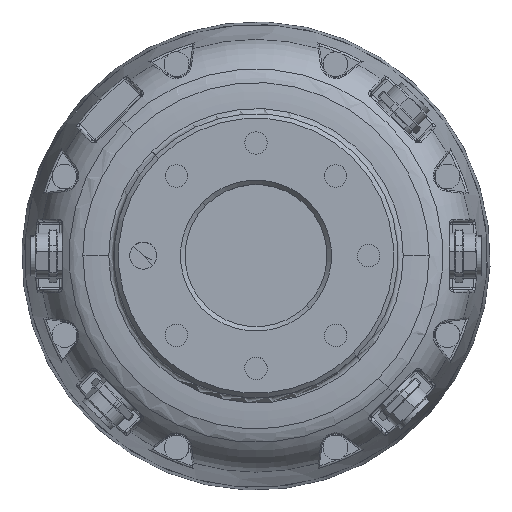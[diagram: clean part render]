
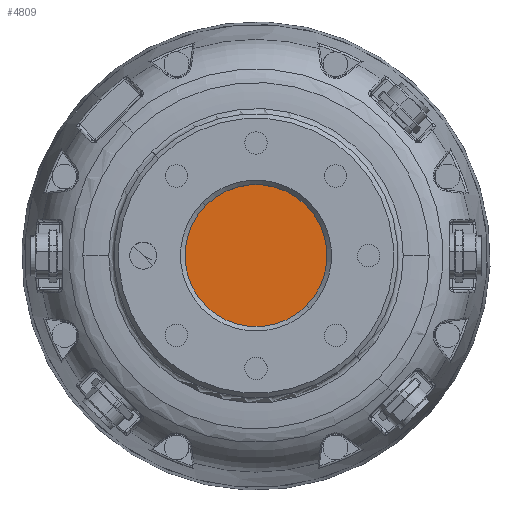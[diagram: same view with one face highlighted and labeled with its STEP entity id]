
A CAD part, top view. The second image highlights one B-rep face of the part: STEP entity #4809.
In plain terms, the highlighted planar face has unit normal (0, 0, 1).
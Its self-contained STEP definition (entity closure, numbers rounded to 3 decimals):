
#977 = CARTESIAN_POINT ( 'NONE',  ( -11.137, 11.137, 1260. ) ) ;
#1386 = CARTESIAN_POINT ( 'NONE',  ( 11.137, -11.137, 1260. ) ) ;
#2289 = AXIS2_PLACEMENT_3D ( 'NONE', #26215, #15727, #18562 ) ;
#3669 = PLANE ( 'NONE',  #13077 ) ;
#4713 = ORIENTED_EDGE ( 'NONE', *, *, #25623, .F. ) ;
#4782 = EDGE_LOOP ( 'NONE', ( #32053, #4713 ) ) ;
#4809 = ADVANCED_FACE ( 'NONE', ( #14323 ), #3669, .F. ) ;
#9147 = DIRECTION ( 'NONE',  ( 0.707, -0.707, 0. ) ) ;
#12535 = CIRCLE ( 'NONE', #2289, 15.75 ) ;
#13077 = AXIS2_PLACEMENT_3D ( 'NONE', #25793, #16149, #18333 ) ;
#14323 = FACE_OUTER_BOUND ( 'NONE', #4782, .T. ) ;
#15727 = DIRECTION ( 'NONE',  ( 0., 0., -1. ) ) ;
#16149 = DIRECTION ( 'NONE',  ( 0., 0., -1. ) ) ;
#18333 = DIRECTION ( 'NONE',  ( -0.707, 0.707, 0. ) ) ;
#18562 = DIRECTION ( 'NONE',  ( 0.707, -0.707, 0. ) ) ;
#20827 = EDGE_CURVE ( 'NONE', #25104, #28048, #24201, .T. ) ;
#21482 = CARTESIAN_POINT ( 'NONE',  ( 0., 0., 1260. ) ) ;
#21594 = DIRECTION ( 'NONE',  ( 0., 0., -1. ) ) ;
#23964 = AXIS2_PLACEMENT_3D ( 'NONE', #21482, #21594, #9147 ) ;
#24201 = CIRCLE ( 'NONE', #23964, 15.75 ) ;
#25104 = VERTEX_POINT ( 'NONE', #977 ) ;
#25623 = EDGE_CURVE ( 'NONE', #28048, #25104, #12535, .T. ) ;
#25793 = CARTESIAN_POINT ( 'NONE',  ( 0., 0., 1260. ) ) ;
#26215 = CARTESIAN_POINT ( 'NONE',  ( 0., 0., 1260. ) ) ;
#28048 = VERTEX_POINT ( 'NONE', #1386 ) ;
#32053 = ORIENTED_EDGE ( 'NONE', *, *, #20827, .F. ) ;
